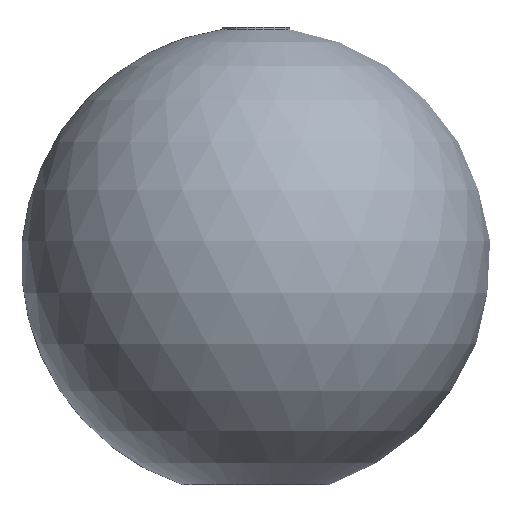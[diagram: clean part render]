
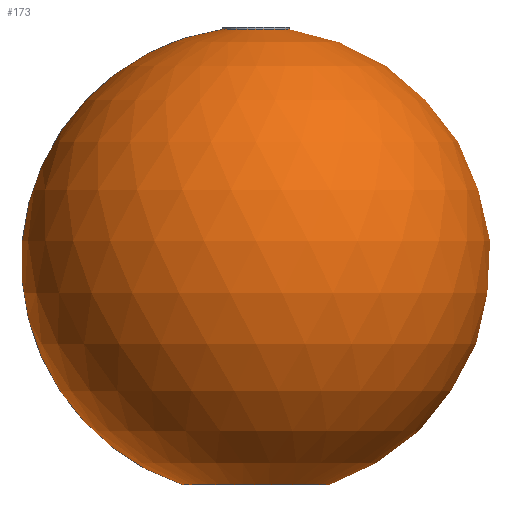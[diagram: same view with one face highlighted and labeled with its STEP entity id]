
A CAD part, front view. The second image highlights one B-rep face of the part: STEP entity #173.
In plain terms, the highlighted spherical face has radius 175 mm.
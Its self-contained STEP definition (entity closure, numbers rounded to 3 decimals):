
#31=SPHERICAL_SURFACE('',#217,175.);
#40=FACE_OUTER_BOUND('',#55,.T.);
#55=EDGE_LOOP('',(#129,#130,#131,#132));
#77=CIRCLE('',#218,24.75);
#78=CIRCLE('',#219,175.);
#79=CIRCLE('',#220,55.);
#92=VERTEX_POINT('',#322);
#93=VERTEX_POINT('',#324);
#107=EDGE_CURVE('',#92,#92,#77,.T.);
#108=EDGE_CURVE('',#92,#93,#78,.T.);
#109=EDGE_CURVE('',#93,#93,#79,.T.);
#129=ORIENTED_EDGE('',*,*,#107,.F.);
#130=ORIENTED_EDGE('',*,*,#108,.T.);
#131=ORIENTED_EDGE('',*,*,#109,.T.);
#132=ORIENTED_EDGE('',*,*,#108,.F.);
#173=ADVANCED_FACE('',(#40),#31,.T.);
#217=AXIS2_PLACEMENT_3D('',#321,#259,#260);
#218=AXIS2_PLACEMENT_3D('',#323,#261,#262);
#219=AXIS2_PLACEMENT_3D('',#325,#263,#264);
#220=AXIS2_PLACEMENT_3D('',#326,#265,#266);
#259=DIRECTION('center_axis',(0.,0.,1.));
#260=DIRECTION('ref_axis',(1.,0.,0.));
#261=DIRECTION('center_axis',(0.,0.,1.));
#262=DIRECTION('ref_axis',(1.,0.,0.));
#263=DIRECTION('center_axis',(0.,-1.,0.));
#264=DIRECTION('ref_axis',(-1.,0.,0.));
#265=DIRECTION('center_axis',(0.,0.,1.));
#266=DIRECTION('ref_axis',(1.,0.,0.));
#321=CARTESIAN_POINT('Origin',(0.,0.,-173.735));
#322=CARTESIAN_POINT('',(-24.75,0.,-0.494));
#323=CARTESIAN_POINT('Origin',(0.,0.,-0.494));
#324=CARTESIAN_POINT('',(-55.,0.,-339.868));
#325=CARTESIAN_POINT('Origin',(0.,0.,-173.735));
#326=CARTESIAN_POINT('Origin',(0.,0.,-339.868));
